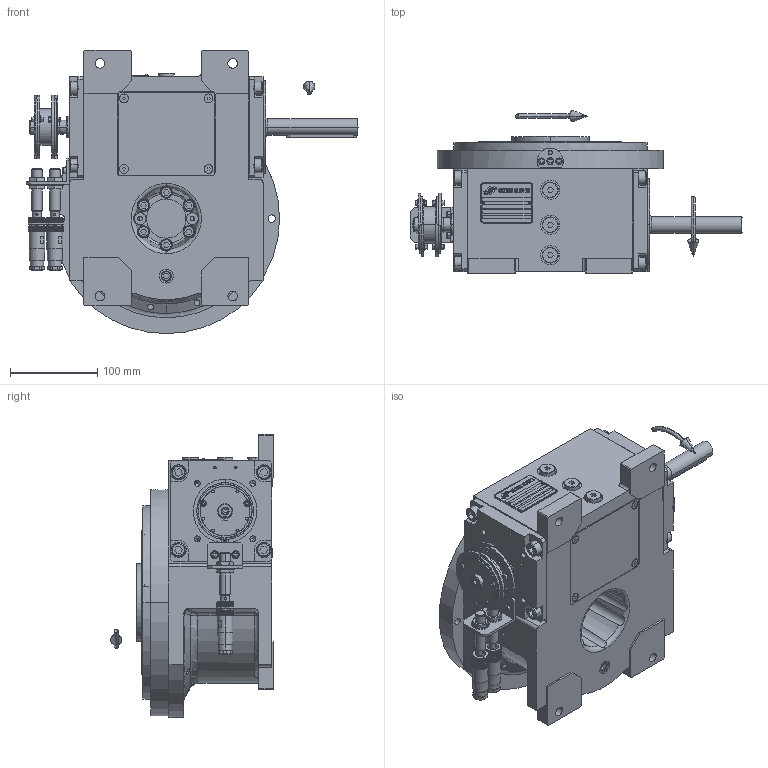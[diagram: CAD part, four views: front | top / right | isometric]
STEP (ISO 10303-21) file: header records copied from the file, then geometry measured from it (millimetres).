
FILE_DESCRIPTION (( 'STEP AP203' ), '1' );
FILE_NAME ('PC5200658.step', '2024-09-19T13:39:09', ( '' ), ( '' ), 'SwSTEP 2.0', 'SolidWorks 2020', '' );
FILE_SCHEMA (( 'CONFIG_CONTROL_DESIGN' ));
Length unit declared in the file: millimetre
Products named in the file (89): AS_900_38_30_003; cfn2003_01_054; freccia_angolare_albero; rig06_016; AS_cfn2400_04_024; cfn2000_01_103; AS_rig06_071_6_m_n_03; cfn2115_02_165; AS_rig06_002_bl_022; AS_rig06_004; cfn2000_01_161; cfn2000_01_124; rig06_007_master; cfn2400_04_024; cfn2155_01_303; cfn2115_02_194; cfn2000_01_126; cfn2205_01_013; cfn2128_04_004; cfn2151_01_090; cfn2476_01_002_60x46; 900_38_30_003; CFN2010_02_002.stp; CFN2000_01_185.stp; PC5200658; CFN2223_01-570X6-B.stp; cfn2155_01_056; cfn2151_01_109; CFN2356_03_047.stp; RIG06_005_S_002_ASM.stp; AS_rig06_015; rig06_015; CFN2010_01_012.stp; cfn2055_01_002; cfn2104_01_016; cfn2070_05_005; rig06_003_6; cfn2276_01_074; 900_00_00_005; cfn2000_01_184 ...
Assembly tree (86 placements, depth 5):
  cfn2115_02_165
  rig06_007_master
  cfn2205_01_013
  cfn2151_01_090
  PC5200658
    rig06_001_a
    AS_cfn2476_01_002_60x46
      cfn2476_01_002_60x46
      cfn2107_01_001
      cfn2107_01_001
    AS_rig06_071_6_m_n_03
      rig06_071_06_m_n_03_asm.stp
        RIG06_005_S_002_ASM.stp
          RIG06_021_AF1.stp
          CFN2000_01_185.stp
          CFN2000_01_185.stp
          CFN2104_02_017.stp
        CFN2010_02_002.stp
      rig06_003_6
      rig06_005_n_02
      cfn2000_01_124  x6
      cfn2104_01_016  x2
      cfn2000_01_124
      cfn2000_01_124
      cfn2000_01_124
      cfn2000_01_124
      cfn2155_01_303
    AS_rig06_015
      rig06_015
      cfn2073_01_012
      cfn2000_01_126
      cfn2000_01_126
      cfn2000_01_126
      cfn2000_01_126
      cfn2000_01_126
      cfn2000_01_126
    AS_rig06_004
      rig06_004
      cfn2070_05_005
      cfn2000_01_103
      cfn2000_01_103
      cfn2000_01_103
      cfn2000_01_103
      cfn2155_01_056
    AS_rig06_004_s_001
      rig06_004_s_001
      cfn2070_05_005
      cfn2000_01_103
      cfn2000_01_103
      cfn2000_01_103
      cfn2000_01_103
      cfn2155_01_056
    AS_rig06_002_bl_022
      rig06_002_bl_022
      cfn2115_02_178
    9004_2512
    cfn2128_04_004
    cfn2128_04_004
    cfn2128_04_004
    cfn2128_19_002
Bounding box: 381 x 187 x 325 mm (x, y, z)
Volume: 2742592.4 mm3; surface area: 855147.7 mm2
Topology: 74 solids, 74 shells, 4538 faces, 11521 edges, 7315 vertices
Faces by surface type: plane 2158, cylinder 1545, cone 783, torus 40, bspline 6, sphere 6
Entity records: 116585 total; most frequent: CARTESIAN_POINT 26344, DIRECTION 16950, ORIENTED_EDGE 16702, EDGE_CURVE 8351, AXIS2_PLACEMENT_3D 6097, VERTEX_POINT 5369, VECTOR 4756, LINE 4756
